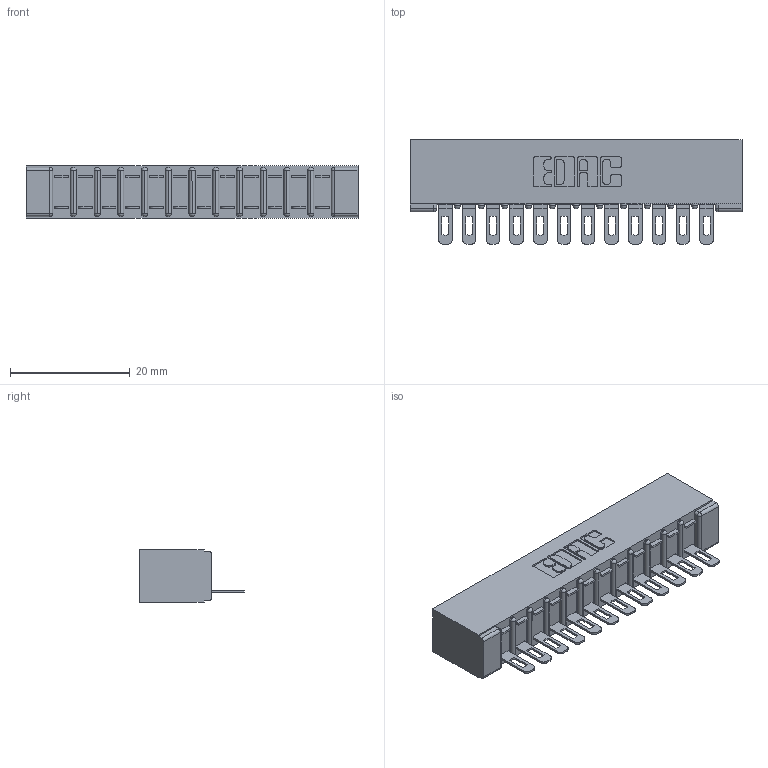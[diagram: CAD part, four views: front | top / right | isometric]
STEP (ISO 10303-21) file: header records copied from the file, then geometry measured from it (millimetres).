
FILE_DESCRIPTION (( 'STEP AP203' ), '1' );
FILE_NAME ('357-012-401-101.STEP', '2020-09-30T11:54:58', ( '' ), ( '' ), 'SwSTEP 2.0', 'SolidWorks 2020', '' );
FILE_SCHEMA (( 'CONFIG_CONTROL_DESIGN' ));
Length unit declared in the file: inch
Products named in the file (3): 357-012-401-101; 307-290-002_501; 307 Part_No Mounting Lugs
Assembly tree (13 placements, depth 2):
  357-012-401-101
    307 Part_No Mounting Lugs
    307-290-002_501  x12
Bounding box: 55.42 x 17.42 x 8.71 mm (x, y, z)
Volume: 3906.4 mm3; surface area: 7137.1 mm2
Topology: 13 solids, 13 shells, 1035 faces, 3155 edges, 2066 vertices
Faces by surface type: plane 594, cylinder 415, sphere 26
Entity records: 14502 total; most frequent: CARTESIAN_POINT 2440, ORIENTED_EDGE 2430, DIRECTION 2387, EDGE_CURVE 1215, VECTOR 913, LINE 913, VERTEX_POINT 790, AXIS2_PLACEMENT_3D 737
